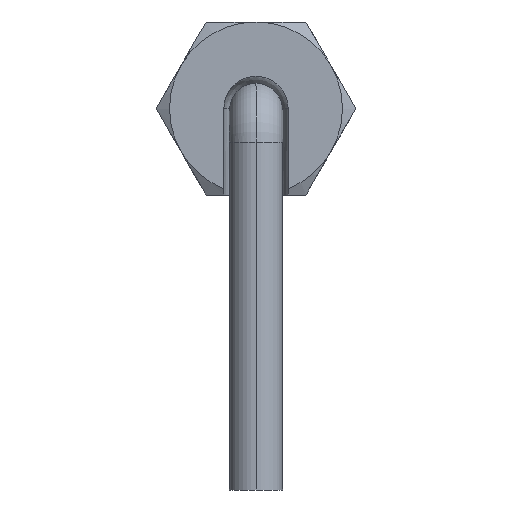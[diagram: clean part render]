
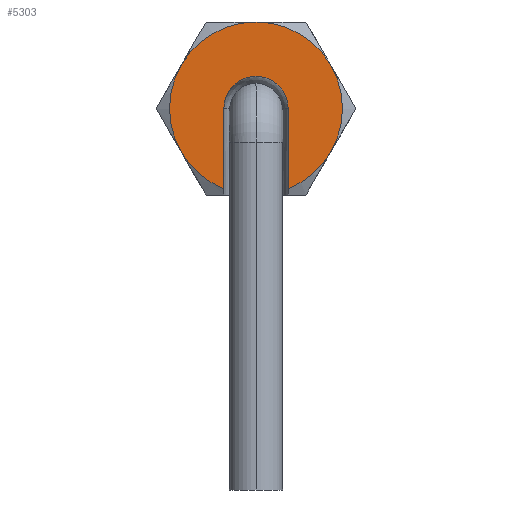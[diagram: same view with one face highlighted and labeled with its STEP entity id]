
A CAD part, front view. The second image highlights one B-rep face of the part: STEP entity #5303.
In plain terms, the highlighted planar face has unit normal (0, -1, 0).
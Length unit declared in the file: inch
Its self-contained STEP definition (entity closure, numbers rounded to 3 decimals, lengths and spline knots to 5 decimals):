
#1 = CARTESIAN_POINT ( 'NONE',  ( 0., -1.485, 0. ) ) ;
#36 = VERTEX_POINT ( 'NONE', #883 ) ;
#71 = CARTESIAN_POINT ( 'NONE',  ( -0.093, -1.485, 0. ) ) ;
#111 = DIRECTION ( 'NONE',  ( 0., -1., 0. ) ) ;
#154 = CARTESIAN_POINT ( 'NONE',  ( 0., -1.485, 0. ) ) ;
#233 = EDGE_CURVE ( 'NONE', #2538, #3156, #2825, .T. ) ;
#347 = DIRECTION ( 'NONE',  ( 0., -1., 0. ) ) ;
#395 = CIRCLE ( 'NONE', #4916, 0.093 ) ;
#483 = EDGE_CURVE ( 'NONE', #36, #5808, #5055, .T. ) ;
#517 = CARTESIAN_POINT ( 'NONE',  ( 0.093, -1.485, -0.23206 ) ) ;
#519 = AXIS2_PLACEMENT_3D ( 'NONE', #4137, #1894, #5425 ) ;
#557 = DIRECTION ( 'NONE',  ( 0., 0., -1. ) ) ;
#652 = CARTESIAN_POINT ( 'NONE',  ( 0., -1.485, 0. ) ) ;
#665 = VERTEX_POINT ( 'NONE', #2492 ) ;
#883 = CARTESIAN_POINT ( 'NONE',  ( -0.21651, -1.485, -0.125 ) ) ;
#962 = VECTOR ( 'NONE', #557, 39.37008 ) ;
#1070 = AXIS2_PLACEMENT_3D ( 'NONE', #4289, #347, #2072 ) ;
#1105 = EDGE_CURVE ( 'NONE', #3156, #2130, #395, .T. ) ;
#1149 = AXIS2_PLACEMENT_3D ( 'NONE', #4533, #3169, #2149 ) ;
#1289 = EDGE_CURVE ( 'NONE', #665, #4436, #3484, .T. ) ;
#1324 = DIRECTION ( 'NONE',  ( 0., 0., -1. ) ) ;
#1347 = CIRCLE ( 'NONE', #4652, 0.25 ) ;
#1444 = LINE ( 'NONE', #71, #962 ) ;
#1446 = DIRECTION ( 'NONE',  ( 0., -1., 0. ) ) ;
#1473 = ORIENTED_EDGE ( 'NONE', *, *, #2147, .F. ) ;
#1503 = DIRECTION ( 'NONE',  ( 0., 0., 1. ) ) ;
#1515 = ORIENTED_EDGE ( 'NONE', *, *, #2541, .T. ) ;
#1772 = DIRECTION ( 'NONE',  ( 0., -1., 0. ) ) ;
#1894 = DIRECTION ( 'NONE',  ( 0., -1., 0. ) ) ;
#2072 = DIRECTION ( 'NONE',  ( 0., 0., -1. ) ) ;
#2130 = VERTEX_POINT ( 'NONE', #2346 ) ;
#2147 = EDGE_CURVE ( 'NONE', #2130, #5808, #1444, .T. ) ;
#2149 = DIRECTION ( 'NONE',  ( 0., 0., -1. ) ) ;
#2309 = VERTEX_POINT ( 'NONE', #2912 ) ;
#2346 = CARTESIAN_POINT ( 'NONE',  ( -0.093, -1.485, 0. ) ) ;
#2379 = AXIS2_PLACEMENT_3D ( 'NONE', #5821, #1772, #3561 ) ;
#2459 = CIRCLE ( 'NONE', #1149, 0.25 ) ;
#2466 = AXIS2_PLACEMENT_3D ( 'NONE', #4058, #4032, #1324 ) ;
#2492 = CARTESIAN_POINT ( 'NONE',  ( 0.21651, -1.485, -0.125 ) ) ;
#2538 = VERTEX_POINT ( 'NONE', #517 ) ;
#2541 = EDGE_CURVE ( 'NONE', #2538, #665, #2459, .T. ) ;
#2545 = PLANE ( 'NONE',  #1070 ) ;
#2802 = ORIENTED_EDGE ( 'NONE', *, *, #483, .T. ) ;
#2825 = LINE ( 'NONE', #4181, #5623 ) ;
#2883 = ORIENTED_EDGE ( 'NONE', *, *, #3761, .T. ) ;
#2900 = CARTESIAN_POINT ( 'NONE',  ( -0.21651, -1.485, 0.125 ) ) ;
#2912 = CARTESIAN_POINT ( 'NONE',  ( 0., -1.485, 0.25 ) ) ;
#3156 = VERTEX_POINT ( 'NONE', #5648 ) ;
#3169 = DIRECTION ( 'NONE',  ( 0., -1., 0. ) ) ;
#3222 = DIRECTION ( 'NONE',  ( 0., -1., 0. ) ) ;
#3251 = ORIENTED_EDGE ( 'NONE', *, *, #233, .F. ) ;
#3426 = ORIENTED_EDGE ( 'NONE', *, *, #3548, .T. ) ;
#3450 = CARTESIAN_POINT ( 'NONE',  ( 0.21651, -1.485, 0.125 ) ) ;
#3484 = CIRCLE ( 'NONE', #5575, 0.25 ) ;
#3548 = EDGE_CURVE ( 'NONE', #2309, #5193, #1347, .T. ) ;
#3561 = DIRECTION ( 'NONE',  ( 0., 0., -1. ) ) ;
#3688 = DIRECTION ( 'NONE',  ( 0., 0., -1. ) ) ;
#3761 = EDGE_CURVE ( 'NONE', #4436, #2309, #4264, .T. ) ;
#3862 = ORIENTED_EDGE ( 'NONE', *, *, #1105, .F. ) ;
#3903 = ORIENTED_EDGE ( 'NONE', *, *, #4537, .T. ) ;
#4032 = DIRECTION ( 'NONE',  ( 0., -1., 0. ) ) ;
#4058 = CARTESIAN_POINT ( 'NONE',  ( 0., -1.485, 0. ) ) ;
#4137 = CARTESIAN_POINT ( 'NONE',  ( 0., -1.485, 0. ) ) ;
#4181 = CARTESIAN_POINT ( 'NONE',  ( 0.093, -1.485, -0.25 ) ) ;
#4264 = CIRCLE ( 'NONE', #2466, 0.25 ) ;
#4270 = CIRCLE ( 'NONE', #2379, 0.25 ) ;
#4289 = CARTESIAN_POINT ( 'NONE',  ( 0.14434, -1.485, -0.25 ) ) ;
#4322 = FACE_OUTER_BOUND ( 'NONE', #5063, .T. ) ;
#4436 = VERTEX_POINT ( 'NONE', #3450 ) ;
#4533 = CARTESIAN_POINT ( 'NONE',  ( 0., -1.485, 0. ) ) ;
#4537 = EDGE_CURVE ( 'NONE', #5193, #36, #4270, .T. ) ;
#4652 = AXIS2_PLACEMENT_3D ( 'NONE', #154, #1446, #5614 ) ;
#4916 = AXIS2_PLACEMENT_3D ( 'NONE', #1, #3222, #4924 ) ;
#4924 = DIRECTION ( 'NONE',  ( 0., 0., -1. ) ) ;
#5055 = CIRCLE ( 'NONE', #519, 0.25 ) ;
#5063 = EDGE_LOOP ( 'NONE', ( #3251, #1515, #5159, #2883, #3426, #3903, #2802, #1473, #3862 ) ) ;
#5159 = ORIENTED_EDGE ( 'NONE', *, *, #1289, .T. ) ;
#5193 = VERTEX_POINT ( 'NONE', #2900 ) ;
#5303 = ADVANCED_FACE ( 'NONE', ( #4322 ), #2545, .T. ) ;
#5359 = CARTESIAN_POINT ( 'NONE',  ( -0.093, -1.485, -0.23206 ) ) ;
#5425 = DIRECTION ( 'NONE',  ( 0., 0., -1. ) ) ;
#5575 = AXIS2_PLACEMENT_3D ( 'NONE', #652, #111, #3688 ) ;
#5614 = DIRECTION ( 'NONE',  ( 0., 0., -1. ) ) ;
#5623 = VECTOR ( 'NONE', #1503, 39.37008 ) ;
#5648 = CARTESIAN_POINT ( 'NONE',  ( 0.093, -1.485, 0. ) ) ;
#5808 = VERTEX_POINT ( 'NONE', #5359 ) ;
#5821 = CARTESIAN_POINT ( 'NONE',  ( 0., -1.485, 0. ) ) ;
